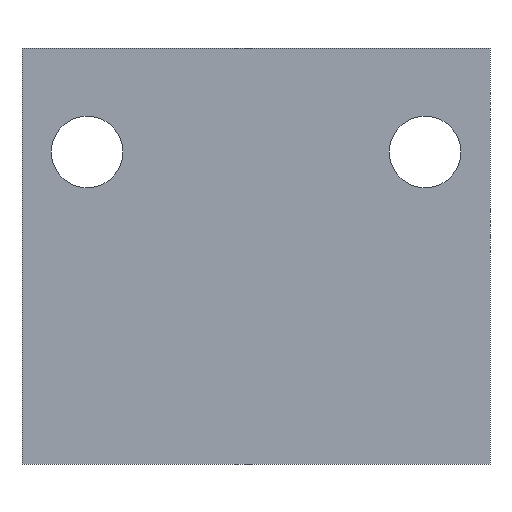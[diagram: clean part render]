
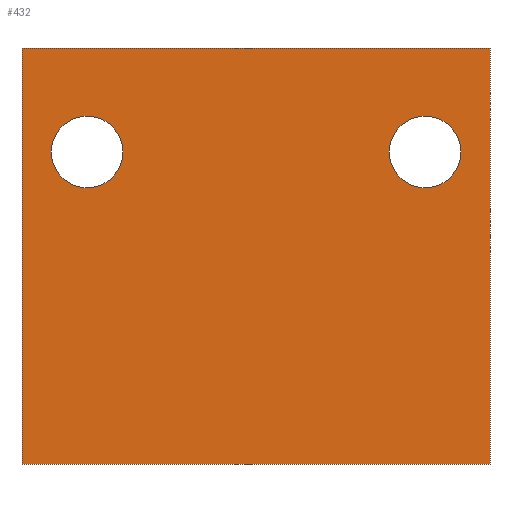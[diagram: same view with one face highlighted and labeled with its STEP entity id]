
A CAD part, front view. The second image highlights one B-rep face of the part: STEP entity #432.
In plain terms, the highlighted planar face has unit normal (0, -1, 0).
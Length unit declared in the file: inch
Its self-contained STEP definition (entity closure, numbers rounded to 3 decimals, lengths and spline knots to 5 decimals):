
#112=DIRECTION('',(0.,0.,-1.));
#113=VECTOR('',#112,2.);
#114=CARTESIAN_POINT('',(-1.125,0.,0.));
#115=LINE('',#114,#113);
#132=DIRECTION('',(1.,0.,0.));
#133=VECTOR('',#132,2.25);
#134=CARTESIAN_POINT('',(-1.125,0.,0.));
#135=LINE('',#134,#133);
#136=CARTESIAN_POINT('',(0.813,0.,-0.5));
#137=DIRECTION('',(0.,-1.,0.));
#138=DIRECTION('',(1.,0.,0.));
#139=AXIS2_PLACEMENT_3D('',#136,#137,#138);
#141=CARTESIAN_POINT('',(0.813,0.,-0.5));
#142=DIRECTION('',(0.,-1.,0.));
#143=DIRECTION('',(-1.,0.,0.));
#144=AXIS2_PLACEMENT_3D('',#141,#142,#143);
#146=CARTESIAN_POINT('',(-0.812,0.,-0.5));
#147=DIRECTION('',(0.,-1.,0.));
#148=DIRECTION('',(1.,0.,0.));
#149=AXIS2_PLACEMENT_3D('',#146,#147,#148);
#151=CARTESIAN_POINT('',(-0.812,0.,-0.5));
#152=DIRECTION('',(0.,-1.,0.));
#153=DIRECTION('',(-1.,0.,0.));
#154=AXIS2_PLACEMENT_3D('',#151,#152,#153);
#238=DIRECTION('',(1.,0.,0.));
#239=VECTOR('',#238,2.25);
#240=CARTESIAN_POINT('',(-1.125,0.,-2.));
#241=LINE('',#240,#239);
#242=DIRECTION('',(0.,0.,-1.));
#243=VECTOR('',#242,2.);
#244=CARTESIAN_POINT('',(1.125,0.,0.));
#245=LINE('',#244,#243);
#334=CARTESIAN_POINT('',(-1.125,0.,0.));
#335=CARTESIAN_POINT('',(-1.125,0.,-2.));
#336=VERTEX_POINT('',#334);
#337=VERTEX_POINT('',#335);
#344=CARTESIAN_POINT('',(1.125,0.,0.));
#345=CARTESIAN_POINT('',(1.125,0.,-2.));
#346=VERTEX_POINT('',#344);
#347=VERTEX_POINT('',#345);
#372=CARTESIAN_POINT('',(0.985,0.,-0.5));
#373=CARTESIAN_POINT('',(0.641,0.,-0.5));
#374=VERTEX_POINT('',#372);
#375=VERTEX_POINT('',#373);
#380=CARTESIAN_POINT('',(-0.64,0.,-0.5));
#381=CARTESIAN_POINT('',(-0.984,0.,-0.5));
#382=VERTEX_POINT('',#380);
#383=VERTEX_POINT('',#381);
#406=CARTESIAN_POINT('',(-1.125,0.,0.));
#407=DIRECTION('',(0.,-1.,0.));
#408=DIRECTION('',(0.,0.,-1.));
#409=AXIS2_PLACEMENT_3D('',#406,#407,#408);
#410=PLANE('',#409);
#411=ORIENTED_EDGE('',*,*,#393,.F.);
#413=ORIENTED_EDGE('',*,*,#412,.T.);
#415=ORIENTED_EDGE('',*,*,#414,.T.);
#417=ORIENTED_EDGE('',*,*,#416,.F.);
#418=EDGE_LOOP('',(#411,#413,#415,#417));
#419=FACE_OUTER_BOUND('',#418,.F.);
#421=ORIENTED_EDGE('',*,*,#420,.T.);
#423=ORIENTED_EDGE('',*,*,#422,.T.);
#424=EDGE_LOOP('',(#421,#423));
#425=FACE_BOUND('',#424,.F.);
#427=ORIENTED_EDGE('',*,*,#426,.T.);
#429=ORIENTED_EDGE('',*,*,#428,.T.);
#430=EDGE_LOOP('',(#427,#429));
#431=FACE_BOUND('',#430,.F.);
#432=ADVANCED_FACE('',(#419,#425,#431),#410,.T.);
#140=CIRCLE('',#139,0.172);
#145=CIRCLE('',#144,0.172);
#150=CIRCLE('',#149,0.172);
#155=CIRCLE('',#154,0.172);
#393=EDGE_CURVE('',#336,#337,#115,.T.);
#412=EDGE_CURVE('',#336,#346,#135,.T.);
#414=EDGE_CURVE('',#346,#347,#245,.T.);
#416=EDGE_CURVE('',#337,#347,#241,.T.);
#420=EDGE_CURVE('',#374,#375,#140,.T.);
#422=EDGE_CURVE('',#375,#374,#145,.T.);
#426=EDGE_CURVE('',#382,#383,#150,.T.);
#428=EDGE_CURVE('',#383,#382,#155,.T.);
